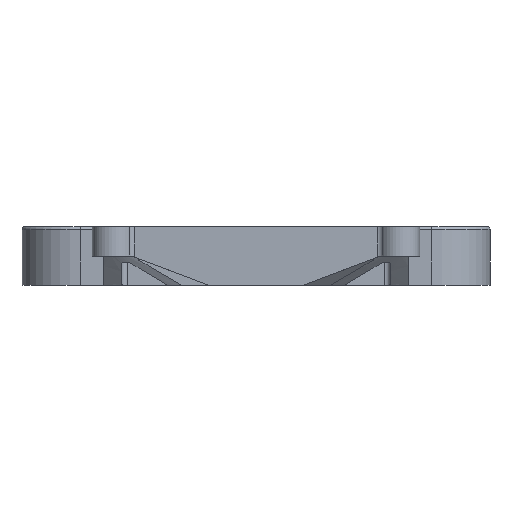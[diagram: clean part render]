
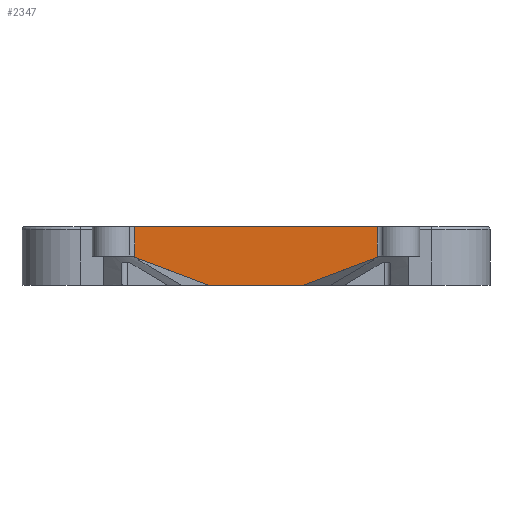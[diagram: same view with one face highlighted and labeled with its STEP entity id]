
A CAD part, front view. The second image highlights one B-rep face of the part: STEP entity #2347.
In plain terms, the highlighted planar face has unit normal (0, -1, 0).
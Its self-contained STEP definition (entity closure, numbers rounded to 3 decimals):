
#49=PLANE('',#2545);
#108=LINE('',#3577,#299);
#158=LINE('',#3937,#349);
#160=LINE('',#3943,#351);
#161=LINE('',#3944,#352);
#299=VECTOR('',#2781,10.);
#349=VECTOR('',#2933,10.);
#351=VECTOR('',#2939,10.);
#352=VECTOR('',#2940,10.);
#555=FACE_OUTER_BOUND('',#681,.T.);
#681=EDGE_LOOP('',(#1774,#1775,#1776,#1777,#1778,#1779));
#960=(
BOUNDED_CURVE()
B_SPLINE_CURVE(2,(#3465,#3466,#3467),.UNSPECIFIED.,.F.,.F.)
B_SPLINE_CURVE_WITH_KNOTS((3,3),(0.,1.291),.UNSPECIFIED.)
CURVE()
GEOMETRIC_REPRESENTATION_ITEM()
RATIONAL_B_SPLINE_CURVE((1.,1.306,1.055))
REPRESENTATION_ITEM('')
);
#977=(
BOUNDED_CURVE()
B_SPLINE_CURVE(2,(#3907,#3908,#3909),.UNSPECIFIED.,.F.,.F.)
B_SPLINE_CURVE_WITH_KNOTS((3,3),(0.127,1.418),
 .UNSPECIFIED.)
CURVE()
GEOMETRIC_REPRESENTATION_ITEM()
RATIONAL_B_SPLINE_CURVE((1.055,1.306,1.))
REPRESENTATION_ITEM('')
);
#987=VERTEX_POINT('',#3455);
#988=VERTEX_POINT('',#3464);
#1012=VERTEX_POINT('',#3576);
#1105=VERTEX_POINT('',#3906);
#1110=VERTEX_POINT('',#3936);
#1112=VERTEX_POINT('',#3942);
#1226=EDGE_CURVE('',#988,#987,#960,.T.);
#1257=EDGE_CURVE('',#988,#1012,#108,.T.);
#1363=EDGE_CURVE('',#1105,#1012,#977,.T.);
#1370=EDGE_CURVE('',#1105,#1110,#158,.T.);
#1373=EDGE_CURVE('',#1112,#987,#160,.T.);
#1374=EDGE_CURVE('',#1110,#1112,#161,.T.);
#1774=ORIENTED_EDGE('',*,*,#1226,.T.);
#1775=ORIENTED_EDGE('',*,*,#1373,.F.);
#1776=ORIENTED_EDGE('',*,*,#1374,.F.);
#1777=ORIENTED_EDGE('',*,*,#1370,.F.);
#1778=ORIENTED_EDGE('',*,*,#1363,.T.);
#1779=ORIENTED_EDGE('',*,*,#1257,.F.);
#2347=ADVANCED_FACE('',(#555),#49,.T.);
#2545=AXIS2_PLACEMENT_3D('',#3941,#2937,#2938);
#2781=DIRECTION('',(-1.,0.,0.));
#2933=DIRECTION('',(0.,0.,1.));
#2937=DIRECTION('center_axis',(0.,-1.,0.));
#2938=DIRECTION('ref_axis',(-1.,0.,0.));
#2939=DIRECTION('',(0.,0.,-1.));
#2940=DIRECTION('',(1.,0.,0.));
#3455=CARTESIAN_POINT('',(20.758,-30.5,4.796));
#3464=CARTESIAN_POINT('',(8.068,-30.5,0.));
#3465=CARTESIAN_POINT('Ctrl Pts',(8.068,-30.5,0.));
#3466=CARTESIAN_POINT('Ctrl Pts',(18.267,-30.5,3.906));
#3467=CARTESIAN_POINT('Ctrl Pts',(20.758,-30.5,4.796));
#3576=CARTESIAN_POINT('',(-8.068,-30.5,0.));
#3577=CARTESIAN_POINT('',(-26.,-30.5,0.));
#3906=CARTESIAN_POINT('',(-20.758,-30.5,4.796));
#3907=CARTESIAN_POINT('Ctrl Pts',(-20.758,-30.5,4.796));
#3908=CARTESIAN_POINT('Ctrl Pts',(-18.267,-30.5,3.906));
#3909=CARTESIAN_POINT('Ctrl Pts',(-8.068,-30.5,0.));
#3936=CARTESIAN_POINT('',(-20.758,-30.5,10.));
#3937=CARTESIAN_POINT('',(-20.758,-30.5,10.));
#3941=CARTESIAN_POINT('Origin',(21.338,-30.5,10.));
#3942=CARTESIAN_POINT('',(20.758,-30.5,10.));
#3943=CARTESIAN_POINT('',(20.758,-30.5,10.));
#3944=CARTESIAN_POINT('',(-26.,-30.5,10.));
